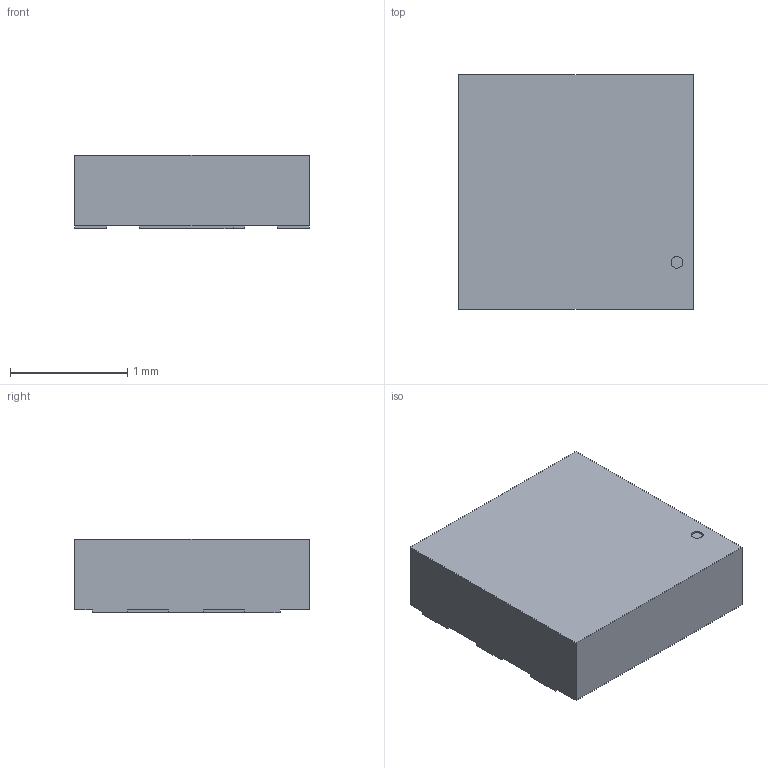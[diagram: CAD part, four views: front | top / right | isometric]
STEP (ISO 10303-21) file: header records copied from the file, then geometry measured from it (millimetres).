
FILE_DESCRIPTION(('FreeCAD Model'),'2;1');
FILE_NAME('Open CASCADE Shape Model','2022-06-18T06:52:03',('Author'),( ''),'Open CASCADE STEP processor 7.5','FreeCAD','Unknown');
FILE_SCHEMA(('AUTOMOTIVE_DESIGN { 1 0 10303 214 1 1 1 1 }'));
Length unit declared in the file: millimetre
Products named in the file (1): Pocket
Bounding box: 2 x 2 x 0.62 mm (x, y, z)
Volume: 2.4 mm3; surface area: 13.1 mm2
Topology: 1 solids, 1 shells, 43 faces, 114 edges, 76 vertices
Faces by surface type: plane 42, cylinder 1
Full cylindrical faces by diameter (mm): 0.1 x1
Entity records: 1440 total; most frequent: CARTESIAN_POINT 234, ORIENTED_EDGE 228, DIRECTION 204, EDGE_CURVE 114, LINE 112, VECTOR 112, VERTEX_POINT 76, AXIS2_PLACEMENT_3D 46
